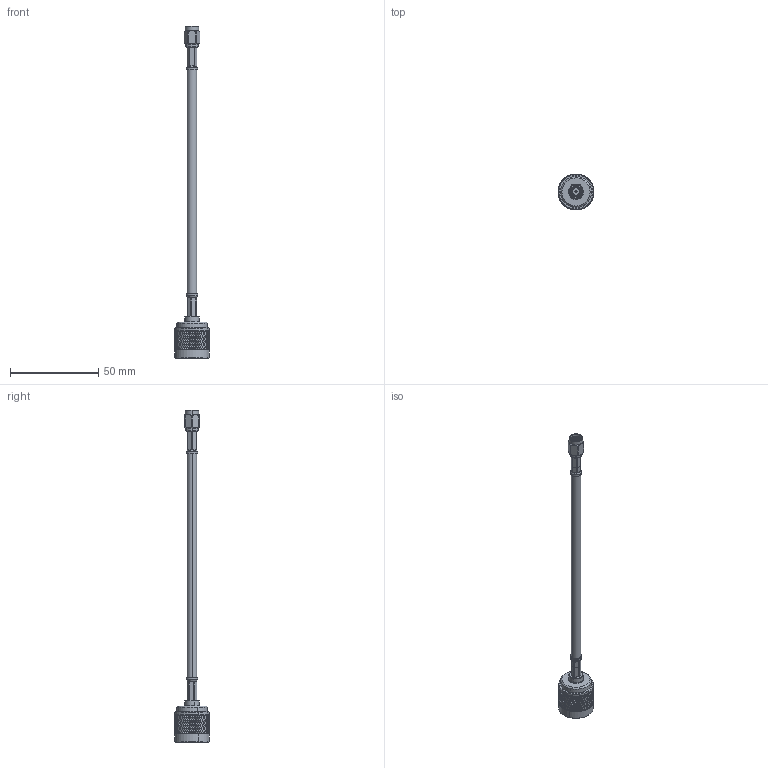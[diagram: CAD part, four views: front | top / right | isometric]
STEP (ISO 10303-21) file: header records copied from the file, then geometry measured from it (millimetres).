
FILE_DESCRIPTION (( 'STEP AP203' ), '1' );
FILE_NAME ('PE3519.step', '2019-05-02T22:55:06', ( '' ), ( '' ), 'SwSTEP 2.0', 'SolidWorks 2018', '' );
FILE_SCHEMA (( 'CONFIG_CONTROL_DESIGN' ));
Length unit declared in the file: inch
Products named in the file (4): Coax Cable_RG223; PE4042_CRIMPED; PE4008_Crimped; PE3519
Assembly tree (3 placements, depth 2):
  PE3519
    Coax Cable_RG223
    PE4008_Crimped
    PE4042_CRIMPED
Bounding box: 20.32 x 20.32 x 188.03 mm (x, y, z)
Volume: 8267.8 mm3; surface area: 7336.3 mm2
Topology: 5 solids, 5 shells, 2519 faces, 5467 edges, 2974 vertices
Faces by surface type: bspline 1806, cylinder 583, plane 84, cone 40, torus 6
Entity records: 98953 total; most frequent: CARTESIAN_POINT 64258, ORIENTED_EDGE 10934, EDGE_CURVE 5467, VERTEX_POINT 2974, EDGE_LOOP 2539, ADVANCED_FACE 2519, FACE_OUTER_BOUND 2519, B_SPLINE_CURVE_WITH_KNOTS 2378
